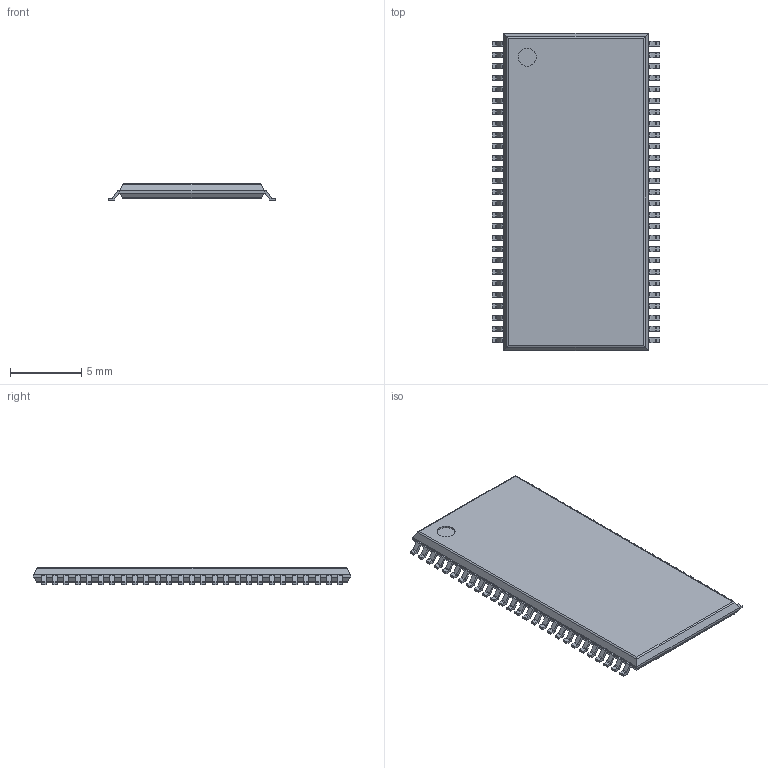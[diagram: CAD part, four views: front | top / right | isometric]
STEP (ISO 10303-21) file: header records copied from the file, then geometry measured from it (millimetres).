
FILE_DESCRIPTION(('CAx-IF Rec.Pracs.---Model Styling and Organization---1.5---2016-08-15','CAx-IF Rec.Pracs.---Geometric and Assembly Validation Properties---4.4---2016-08-17','CAx-IF Rec.Pracs.---User Defined Attributes---1.5---2016-08-15','CAx-IF Rec.Pracs.---External References---2.1---2005-01-19'),'2;1');
FILE_NAME('1415819.1.1.step','2024-10-04T19:33:26',('Unspecified'),('Unspecified'),'CAD Exchanger 3.10.2 (cadexchanger.com)','Unspecified','');
FILE_SCHEMA(('AUTOMOTIVE_DESIGN { 1 0 10303 214 1 1 1 1 }'));
Length unit declared in the file: millimetre
Products named in the file (3): ASSEMBLY; Body; PinsArrayLR
Assembly tree (2 placements, depth 2):
  ASSEMBLY
    Body
    PinsArrayLR
Bounding box: 11.76 x 22.22 x 1.2 mm (x, y, z)
Volume: 238.7 mm3; surface area: 562.4 mm2
Topology: 55 solids, 55 shells, 726 faces, 1829 edges, 1214 vertices
Faces by surface type: plane 555, cylinder 171
Full cylindrical faces by diameter (mm): 1.27 x1
Entity records: 21966 total; most frequent: CARTESIAN_POINT 3770, ORIENTED_EDGE 3658, DIRECTION 3617, EDGE_CURVE 1829, LINE 1495, VECTOR 1495, VERTEX_POINT 1214, AXIS2_PLACEMENT_3D 1061
